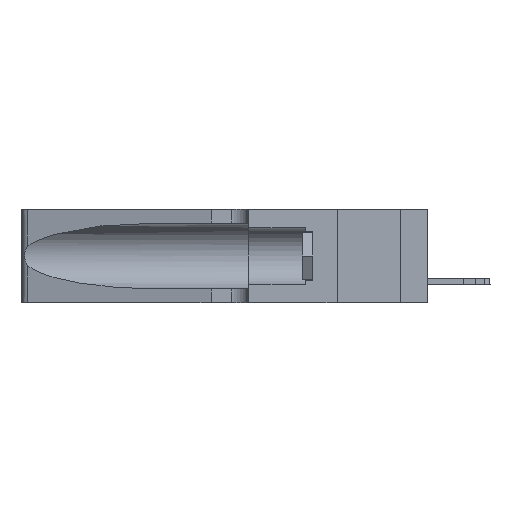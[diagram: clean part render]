
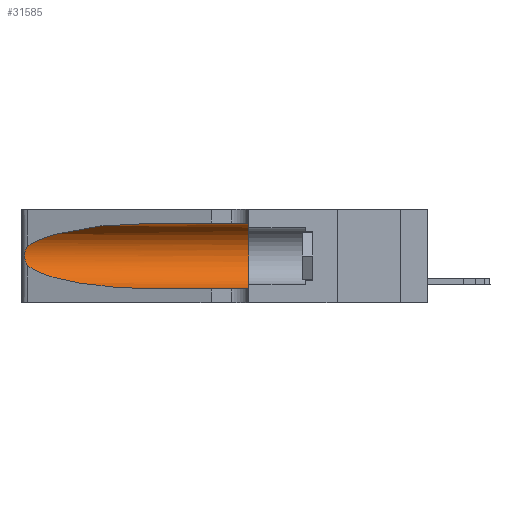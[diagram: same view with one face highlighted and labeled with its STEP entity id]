
A CAD part, left-side view. The second image highlights one B-rep face of the part: STEP entity #31585.
In plain terms, the highlighted cylindrical face has radius 3.308 mm (diameter 6.617 mm), a partial arc.
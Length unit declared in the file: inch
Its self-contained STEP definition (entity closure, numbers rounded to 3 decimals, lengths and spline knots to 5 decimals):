
#494 = CARTESIAN_POINT ( 'NONE',  ( 0.25789, 1.23486, 0.15765 ) ) ;
#560 = EDGE_CURVE ( 'NONE', #20166, #23764, #11241, .T. ) ;
#587 = ORIENTED_EDGE ( 'NONE', *, *, #560, .F. ) ;
#604 = CARTESIAN_POINT ( 'NONE',  ( 0.25555, 1.22994, 0.2215 ) ) ;
#949 = CARTESIAN_POINT ( 'NONE',  ( 0.25639, 1.23184, 0.21858 ) ) ;
#1627 = CARTESIAN_POINT ( 'NONE',  ( 0.1305, 0.35, 0.05475 ) ) ;
#1643 = EDGE_CURVE ( 'NONE', #21750, #8739, #12228, .T. ) ;
#1891 = CARTESIAN_POINT ( 'NONE',  ( 0.1305, 0.35, 0.185 ) ) ;
#2881 = CARTESIAN_POINT ( 'NONE',  ( 0.1305, 1.61858, 0.05475 ) ) ;
#3440 = CARTESIAN_POINT ( 'NONE',  ( 0.18966, 0.96281, 0.31525 ) ) ;
#3460 = VERTEX_POINT ( 'NONE', #7079 ) ;
#4134 = CARTESIAN_POINT ( 'NONE',  ( 0.25487, 1.22718, 0.14631 ) ) ;
#4159 = ORIENTED_EDGE ( 'NONE', *, *, #17392, .F. ) ;
#5392 = VECTOR ( 'NONE', #20191, 39.37008 ) ;
#5589 = CARTESIAN_POINT ( 'NONE',  ( 0.25854, 1.2359, 0.20912 ) ) ;
#5809 = CARTESIAN_POINT ( 'NONE',  ( 0.25487, 1.22718, 0.22369 ) ) ;
#5821 = CARTESIAN_POINT ( 'NONE',  ( 0.25487, 1.22718, 0.22369 ) ) ;
#6601 = CARTESIAN_POINT ( 'NONE',  ( 0.1305, 0.72297, 0.05475 ) ) ;
#7079 = CARTESIAN_POINT ( 'NONE',  ( 0.1305, 0.72297, 0.31525 ) ) ;
#7258 = FACE_OUTER_BOUND ( 'NONE', #16875, .T. ) ;
#7404 =( BOUNDED_CURVE ( )  B_SPLINE_CURVE ( 3, ( #30168, #3440, #25417, #5809 ),
 .UNSPECIFIED., .F., .T. ) 
 B_SPLINE_CURVE_WITH_KNOTS ( ( 4, 4 ),
 ( 1.5708, 2.84003 ),
 .UNSPECIFIED. ) 
 CURVE ( )  GEOMETRIC_REPRESENTATION_ITEM ( )  RATIONAL_B_SPLINE_CURVE ( ( 1., 0.87, 0.87, 1. ) ) 
 REPRESENTATION_ITEM ( '' )  );
#7775 = B_SPLINE_CURVE_WITH_KNOTS ( 'NONE', 3,
 ( #5821, #604, #949, #17885, #5589, #7833, #10331, #15324, #8060, #10658, #494, #30289, #18000, #18436 ),
 .UNSPECIFIED., .F., .F.,
 ( 4, 2, 2, 2, 2, 2, 4 ),
 ( 0., 0.00027, 0.00053, 0.00107, 0.0016, 0.00187, 0.00214 ),
 .UNSPECIFIED. ) ;
#7833 = CARTESIAN_POINT ( 'NONE',  ( 0.26018, 1.23835, 0.19895 ) ) ;
#8060 = CARTESIAN_POINT ( 'NONE',  ( 0.26017, 1.23833, 0.17102 ) ) ;
#8538 = DIRECTION ( 'NONE',  ( 0., -1., 0. ) ) ;
#8651 = CARTESIAN_POINT ( 'NONE',  ( 0.2373, 1.15595, 0.08982 ) ) ;
#8739 = VERTEX_POINT ( 'NONE', #18320 ) ;
#9418 = DIRECTION ( 'NONE',  ( 0., 0., -1. ) ) ;
#9613 = ORIENTED_EDGE ( 'NONE', *, *, #1643, .T. ) ;
#9783 = EDGE_CURVE ( 'NONE', #31649, #21750, #7775, .T. ) ;
#10331 = CARTESIAN_POINT ( 'NONE',  ( 0.26075, 1.23896, 0.19203 ) ) ;
#10429 = CARTESIAN_POINT ( 'NONE',  ( 0.25487, 1.22718, 0.22369 ) ) ;
#10658 = CARTESIAN_POINT ( 'NONE',  ( 0.25856, 1.23593, 0.16098 ) ) ;
#10724 = CARTESIAN_POINT ( 'NONE',  ( 0.1305, 0.35, 0.31525 ) ) ;
#11241 = CIRCLE ( 'NONE', #17195, 0.13025 ) ;
#11254 = CARTESIAN_POINT ( 'NONE',  ( 0.25487, 1.22718, 0.14631 ) ) ;
#11710 = DIRECTION ( 'NONE',  ( 0., -1., 0. ) ) ;
#12228 =( BOUNDED_CURVE ( )  B_SPLINE_CURVE ( 3, ( #11254, #8651, #23739, #6601 ),
 .UNSPECIFIED., .F., .T. ) 
 B_SPLINE_CURVE_WITH_KNOTS ( ( 4, 4 ),
 ( 3.44316, 4.71239 ),
 .UNSPECIFIED. ) 
 CURVE ( )  GEOMETRIC_REPRESENTATION_ITEM ( )  RATIONAL_B_SPLINE_CURVE ( ( 1., 0.87, 0.87, 1. ) ) 
 REPRESENTATION_ITEM ( '' )  );
#12455 = EDGE_CURVE ( 'NONE', #3460, #31649, #7404, .T. ) ;
#13825 = EDGE_CURVE ( 'NONE', #8739, #23764, #19317, .T. ) ;
#14348 = ORIENTED_EDGE ( 'NONE', *, *, #13825, .T. ) ;
#15324 = CARTESIAN_POINT ( 'NONE',  ( 0.26075, 1.23896, 0.178 ) ) ;
#15976 = AXIS2_PLACEMENT_3D ( 'NONE', #26013, #11710, #9418 ) ;
#16875 = EDGE_LOOP ( 'NONE', ( #24650, #27410, #9613, #14348, #587, #4159 ) ) ;
#17195 = AXIS2_PLACEMENT_3D ( 'NONE', #1891, #21603, #31552 ) ;
#17392 = EDGE_CURVE ( 'NONE', #3460, #20166, #20170, .T. ) ;
#17885 = CARTESIAN_POINT ( 'NONE',  ( 0.25787, 1.23484, 0.2124 ) ) ;
#18000 = CARTESIAN_POINT ( 'NONE',  ( 0.25555, 1.22993, 0.14849 ) ) ;
#18320 = CARTESIAN_POINT ( 'NONE',  ( 0.1305, 0.72297, 0.05475 ) ) ;
#18436 = CARTESIAN_POINT ( 'NONE',  ( 0.25487, 1.22718, 0.14631 ) ) ;
#19317 = LINE ( 'NONE', #2881, #5392 ) ;
#20166 = VERTEX_POINT ( 'NONE', #10724 ) ;
#20170 = LINE ( 'NONE', #23193, #24875 ) ;
#20191 = DIRECTION ( 'NONE',  ( 0., -1., 0. ) ) ;
#21603 = DIRECTION ( 'NONE',  ( 0., 1., 0. ) ) ;
#21750 = VERTEX_POINT ( 'NONE', #4134 ) ;
#23193 = CARTESIAN_POINT ( 'NONE',  ( 0.1305, 1.61858, 0.31525 ) ) ;
#23739 = CARTESIAN_POINT ( 'NONE',  ( 0.18966, 0.96281, 0.05475 ) ) ;
#23764 = VERTEX_POINT ( 'NONE', #1627 ) ;
#24650 = ORIENTED_EDGE ( 'NONE', *, *, #12455, .T. ) ;
#24875 = VECTOR ( 'NONE', #8538, 39.37008 ) ;
#25363 = CYLINDRICAL_SURFACE ( 'NONE', #15976, 0.13025 ) ;
#25417 = CARTESIAN_POINT ( 'NONE',  ( 0.2373, 1.15595, 0.28018 ) ) ;
#26013 = CARTESIAN_POINT ( 'NONE',  ( 0.1305, 1.61858, 0.185 ) ) ;
#27410 = ORIENTED_EDGE ( 'NONE', *, *, #9783, .T. ) ;
#30168 = CARTESIAN_POINT ( 'NONE',  ( 0.1305, 0.72297, 0.31525 ) ) ;
#30289 = CARTESIAN_POINT ( 'NONE',  ( 0.25639, 1.23186, 0.15144 ) ) ;
#31552 = DIRECTION ( 'NONE',  ( 0., 0., 1. ) ) ;
#31585 = ADVANCED_FACE ( 'NONE', ( #7258 ), #25363, .F. ) ;
#31649 = VERTEX_POINT ( 'NONE', #10429 ) ;
